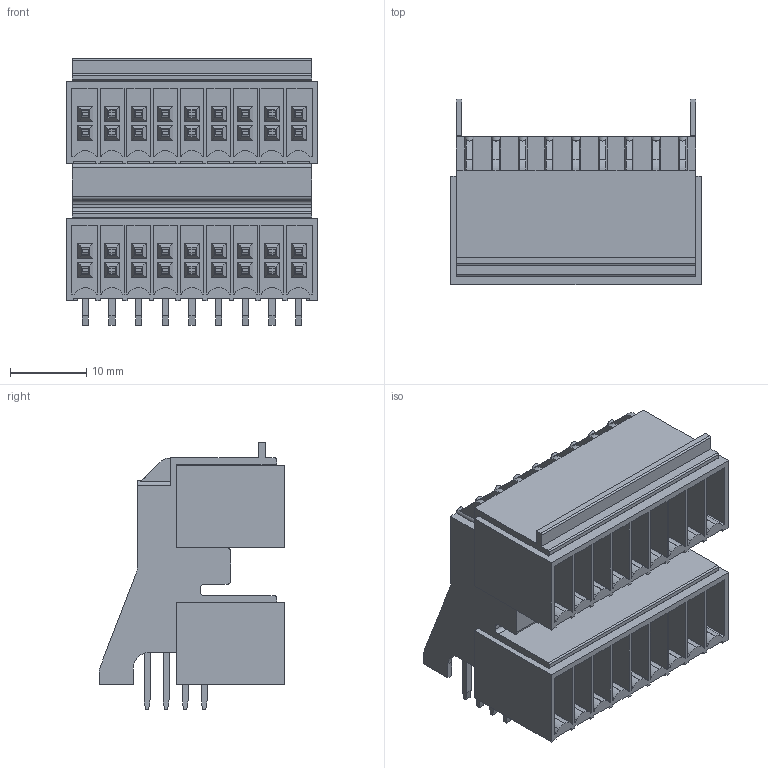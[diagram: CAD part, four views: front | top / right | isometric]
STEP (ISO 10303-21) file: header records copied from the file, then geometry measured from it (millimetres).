
FILE_DESCRIPTION(('CATIA V5 STEP Exchange','CAx-IF Rec.Pracs.--- Model Styling and Organization---1.2---2011-12-15'),'2;1');
FILE_NAME ('D1451383_0_1357880000_1357880000.stp','2018-09-17T16:48:04+00:00',('none'),('Weidmueller'),'CATIA Version 5-6 Release 2014','CATIA V5 STEP AP214','none');
FILE_SCHEMA(('AUTOMOTIVE_DESIGN { 1 0 10303 214 1 1 1 1 }'));
Length unit declared in the file: millimetre
Products named in the file (1): 1357880000
Bounding box: 32.9 x 24.4 x 35 mm (x, y, z)
Volume: 11964.1 mm3; surface area: 15859 mm2
Topology: 37 solids, 37 shells, 1233 faces, 3272 edges, 2158 vertices
Faces by surface type: plane 1147, cylinder 86
Entity records: 35465 total; most frequent: ORIENTED_EDGE 6544, CARTESIAN_POINT 6520, DIRECTION 4811, EDGE_CURVE 3272, VECTOR 2918, LINE 2918, VERTEX_POINT 2158, EDGE_LOOP 1350
